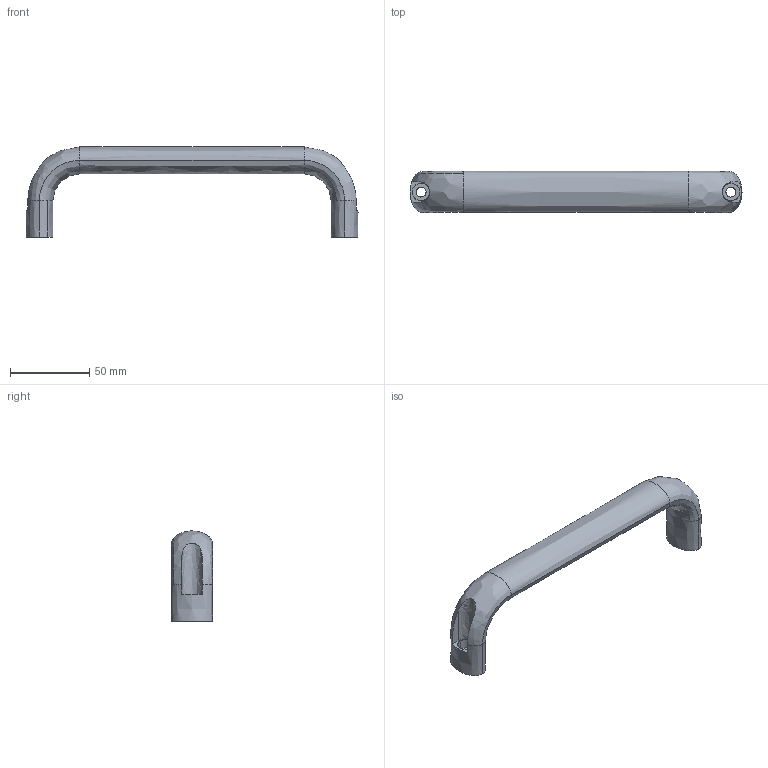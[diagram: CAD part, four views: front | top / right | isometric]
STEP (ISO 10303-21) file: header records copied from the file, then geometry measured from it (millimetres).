
FILE_DESCRIPTION((''),'2;1');
FILE_NAME('','2005-07-15T11:53:58',(''),(''),'','CADfix','');
FILE_SCHEMA(('AUTOMOTIVE_DESIGN'));
Length unit declared in the file: millimetre
Products named in the file (1): pull
Bounding box: 210 x 26 x 57 mm (x, y, z)
Volume: 84664.5 mm3; surface area: 20663.5 mm2
Topology: 1 solids, 1 shells, 30 faces, 98 edges, 69 vertices
Faces by surface type: bspline 30
Entity records: 2349 total; most frequent: CARTESIAN_POINT 1793, ORIENTED_EDGE 192, EDGE_CURVE 96, VERTEX_POINT 68, B_SPLINE_CURVE_WITH_KNOTS 44, EDGE_LOOP 34, FACE_OUTER_BOUND 30, ADVANCED_FACE 30
